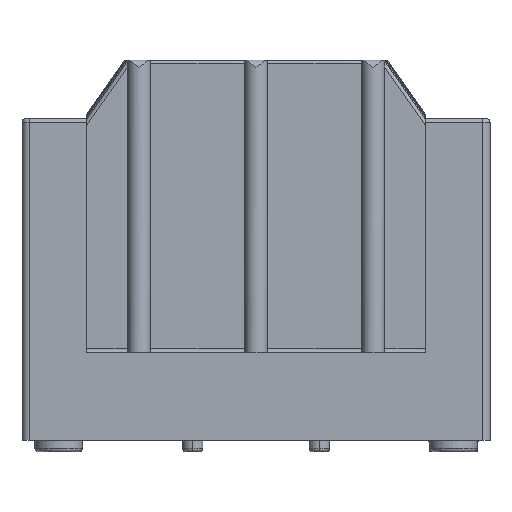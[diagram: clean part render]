
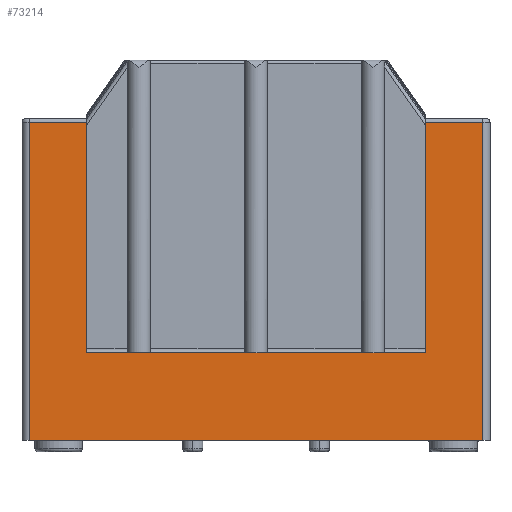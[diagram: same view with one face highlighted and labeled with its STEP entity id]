
A CAD part, left-side view. The second image highlights one B-rep face of the part: STEP entity #73214.
In plain terms, the highlighted planar face has unit normal (-1, 0, 0).
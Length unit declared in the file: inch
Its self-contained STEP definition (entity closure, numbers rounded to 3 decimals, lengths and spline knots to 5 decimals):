
#1728 = VECTOR ( 'NONE', #31410, 39.37008 ) ;
#2818 = VECTOR ( 'NONE', #11065, 39.37008 ) ;
#3912 = CARTESIAN_POINT ( 'NONE',  ( -1., 0., -0.5312 ) ) ;
#5051 = VECTOR ( 'NONE', #34507, 39.37008 ) ;
#5157 = VECTOR ( 'NONE', #31282, 39.37008 ) ;
#5656 = DIRECTION ( 'NONE',  ( 0., -1., 0. ) ) ;
#7391 = LINE ( 'NONE', #23915, #5157 ) ;
#8555 = PLANE ( 'NONE',  #80597 ) ;
#8889 = CARTESIAN_POINT ( 'NONE',  ( -1., 0., 0. ) ) ;
#9307 = ORIENTED_EDGE ( 'NONE', *, *, #85592, .T. ) ;
#10617 = LINE ( 'NONE', #48817, #85246 ) ;
#11065 = DIRECTION ( 'NONE',  ( 0., 1., 0. ) ) ;
#11153 = VECTOR ( 'NONE', #78770, 39.37008 ) ;
#11209 = DIRECTION ( 'NONE',  ( 0., 1., 0. ) ) ;
#12518 = VERTEX_POINT ( 'NONE', #72047 ) ;
#12908 = LINE ( 'NONE', #34563, #87524 ) ;
#13403 = LINE ( 'NONE', #35511, #11153 ) ;
#16177 = DIRECTION ( 'NONE',  ( 0., 0., 1. ) ) ;
#17063 = CARTESIAN_POINT ( 'NONE',  ( -1., -1.9375, 0. ) ) ;
#18669 = LINE ( 'NONE', #39504, #54918 ) ;
#19042 = DIRECTION ( 'NONE',  ( 0., -1., 0. ) ) ;
#19497 = ORIENTED_EDGE ( 'NONE', *, *, #65409, .T. ) ;
#20157 = DIRECTION ( 'NONE',  ( 0., 1., 0. ) ) ;
#22841 = FACE_OUTER_BOUND ( 'NONE', #72569, .T. ) ;
#23915 = CARTESIAN_POINT ( 'NONE',  ( -1., 0., -2.5 ) ) ;
#24342 = LINE ( 'NONE', #27190, #5051 ) ;
#27190 = CARTESIAN_POINT ( 'NONE',  ( -1., -1.45, -2.5 ) ) ;
#28931 = EDGE_CURVE ( 'NONE', #12518, #51847, #71062, .T. ) ;
#31036 = VERTEX_POINT ( 'NONE', #76150 ) ;
#31282 = DIRECTION ( 'NONE',  ( 0., -1., 0. ) ) ;
#31410 = DIRECTION ( 'NONE',  ( 0., 0., 1. ) ) ;
#32530 = VERTEX_POINT ( 'NONE', #37997 ) ;
#32712 = VECTOR ( 'NONE', #11209, 39.37008 ) ;
#34289 = CARTESIAN_POINT ( 'NONE',  ( -1., -1.9375, -0.5312 ) ) ;
#34507 = DIRECTION ( 'NONE',  ( 0., 0., 1. ) ) ;
#34563 = CARTESIAN_POINT ( 'NONE',  ( -1., 0., -2.5 ) ) ;
#35511 = CARTESIAN_POINT ( 'NONE',  ( -1., 0., -2.5 ) ) ;
#36763 = CARTESIAN_POINT ( 'NONE',  ( -1., -1.45, -0.5312 ) ) ;
#37838 = ORIENTED_EDGE ( 'NONE', *, *, #90736, .F. ) ;
#37997 = CARTESIAN_POINT ( 'NONE',  ( -1., 1.45, -2.5 ) ) ;
#39308 = VERTEX_POINT ( 'NONE', #66088 ) ;
#39504 = CARTESIAN_POINT ( 'NONE',  ( -1., 1.45, -2.5 ) ) ;
#40602 = CARTESIAN_POINT ( 'NONE',  ( -1., 0., -2.5 ) ) ;
#42514 = ORIENTED_EDGE ( 'NONE', *, *, #59906, .F. ) ;
#42629 = LINE ( 'NONE', #17063, #1728 ) ;
#46089 = ORIENTED_EDGE ( 'NONE', *, *, #61575, .F. ) ;
#46857 = DIRECTION ( 'NONE',  ( 0., 0., 1. ) ) ;
#48817 = CARTESIAN_POINT ( 'NONE',  ( -1., 1.9375, 0. ) ) ;
#48969 = VERTEX_POINT ( 'NONE', #80978 ) ;
#50360 = VERTEX_POINT ( 'NONE', #40602 ) ;
#50480 = EDGE_CURVE ( 'NONE', #51847, #67204, #10617, .T. ) ;
#51404 = ORIENTED_EDGE ( 'NONE', *, *, #65674, .F. ) ;
#51765 = ORIENTED_EDGE ( 'NONE', *, *, #68553, .T. ) ;
#51847 = VERTEX_POINT ( 'NONE', #67041 ) ;
#53500 = VERTEX_POINT ( 'NONE', #56602 ) ;
#54918 = VECTOR ( 'NONE', #46857, 39.37008 ) ;
#56602 = CARTESIAN_POINT ( 'NONE',  ( -1., 1., -2.5 ) ) ;
#59430 = DIRECTION ( 'NONE',  ( -1., 0., 0. ) ) ;
#59906 = EDGE_CURVE ( 'NONE', #50360, #39308, #13403, .T. ) ;
#60477 = LINE ( 'NONE', #63480, #62745 ) ;
#60747 = EDGE_CURVE ( 'NONE', #53500, #50360, #7391, .T. ) ;
#61575 = EDGE_CURVE ( 'NONE', #32530, #53500, #12908, .T. ) ;
#61630 = CARTESIAN_POINT ( 'NONE',  ( -1., 0., -0.5312 ) ) ;
#62296 = CARTESIAN_POINT ( 'NONE',  ( -1., 0., -2.5 ) ) ;
#62745 = VECTOR ( 'NONE', #20157, 39.37008 ) ;
#63480 = CARTESIAN_POINT ( 'NONE',  ( -1., 0., -3.25 ) ) ;
#64717 = VECTOR ( 'NONE', #19042, 39.37008 ) ;
#65409 = EDGE_CURVE ( 'NONE', #48969, #90818, #42629, .T. ) ;
#65674 = EDGE_CURVE ( 'NONE', #31036, #87763, #24342, .T. ) ;
#65693 = EDGE_CURVE ( 'NONE', #48969, #67204, #60477, .T. ) ;
#66088 = CARTESIAN_POINT ( 'NONE',  ( -1., -1., -2.5 ) ) ;
#66434 = ORIENTED_EDGE ( 'NONE', *, *, #50480, .T. ) ;
#67041 = CARTESIAN_POINT ( 'NONE',  ( -1., 1.9375, -0.5312 ) ) ;
#67204 = VERTEX_POINT ( 'NONE', #70680 ) ;
#68553 = EDGE_CURVE ( 'NONE', #32530, #12518, #18669, .T. ) ;
#70680 = CARTESIAN_POINT ( 'NONE',  ( -1., 1.9375, -3.25 ) ) ;
#71062 = LINE ( 'NONE', #3912, #32712 ) ;
#72047 = CARTESIAN_POINT ( 'NONE',  ( -1., 1.45, -0.5312 ) ) ;
#72569 = EDGE_LOOP ( 'NONE', ( #19497, #9307, #51404, #37838, #42514, #73123, #46089, #51765, #86720, #66434, #77719 ) ) ;
#73123 = ORIENTED_EDGE ( 'NONE', *, *, #60747, .F. ) ;
#73214 = ADVANCED_FACE ( 'NONE', ( #22841 ), #8555, .T. ) ;
#74922 = LINE ( 'NONE', #62296, #64717 ) ;
#76150 = CARTESIAN_POINT ( 'NONE',  ( -1., -1.45, -2.5 ) ) ;
#77554 = LINE ( 'NONE', #61630, #2818 ) ;
#77719 = ORIENTED_EDGE ( 'NONE', *, *, #65693, .F. ) ;
#78770 = DIRECTION ( 'NONE',  ( 0., -1., 0. ) ) ;
#80597 = AXIS2_PLACEMENT_3D ( 'NONE', #8889, #59430, #16177 ) ;
#80978 = CARTESIAN_POINT ( 'NONE',  ( -1., -1.9375, -3.25 ) ) ;
#85019 = DIRECTION ( 'NONE',  ( 0., 0., -1. ) ) ;
#85246 = VECTOR ( 'NONE', #85019, 39.37008 ) ;
#85592 = EDGE_CURVE ( 'NONE', #90818, #87763, #77554, .T. ) ;
#86720 = ORIENTED_EDGE ( 'NONE', *, *, #28931, .T. ) ;
#87524 = VECTOR ( 'NONE', #5656, 39.37008 ) ;
#87763 = VERTEX_POINT ( 'NONE', #36763 ) ;
#90736 = EDGE_CURVE ( 'NONE', #39308, #31036, #74922, .T. ) ;
#90818 = VERTEX_POINT ( 'NONE', #34289 ) ;
